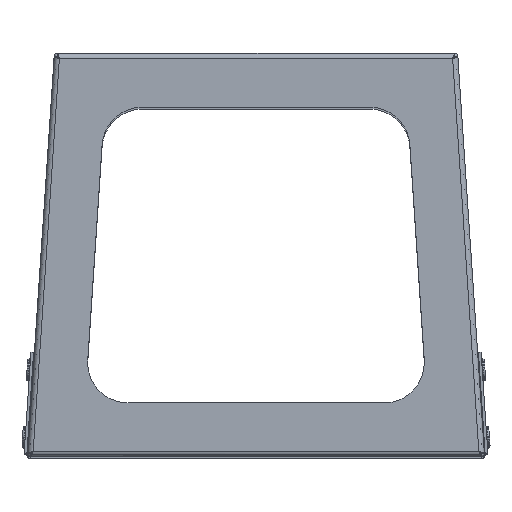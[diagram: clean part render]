
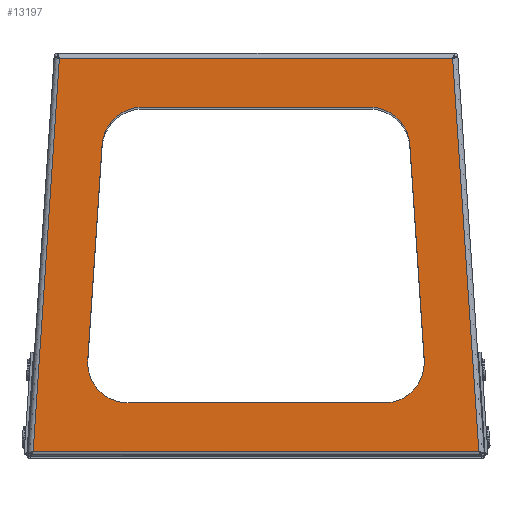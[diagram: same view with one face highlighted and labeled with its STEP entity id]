
A CAD part, top view. The second image highlights one B-rep face of the part: STEP entity #13197.
In plain terms, the highlighted planar face has unit normal (0, 0, 1).
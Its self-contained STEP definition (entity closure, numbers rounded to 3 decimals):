
#127 = LINE ( 'NONE', #8458, #11176 ) ;
#271 = ORIENTED_EDGE ( 'NONE', *, *, #800, .F. ) ;
#292 = VERTEX_POINT ( 'NONE', #9303 ) ;
#321 = DIRECTION ( 'NONE',  ( -0.067, 0.998, 0. ) ) ;
#366 = DIRECTION ( 'NONE',  ( 1., 0., 0. ) ) ;
#474 = DIRECTION ( 'NONE',  ( -0.067, 0.998, 0. ) ) ;
#628 = VERTEX_POINT ( 'NONE', #12248 ) ;
#651 = CARTESIAN_POINT ( 'NONE',  ( -114.445, 81.996, 0. ) ) ;
#800 = EDGE_CURVE ( 'NONE', #6783, #3522, #6691, .T. ) ;
#841 = CARTESIAN_POINT ( 'NONE',  ( -146.258, 146., 0. ) ) ;
#1134 = DIRECTION ( 'NONE',  ( 0., 0., 1. ) ) ;
#1154 = PLANE ( 'NONE',  #10395 ) ;
#1236 = ORIENTED_EDGE ( 'NONE', *, *, #1564, .F. ) ;
#1363 = LINE ( 'NONE', #3430, #2608 ) ;
#1564 = EDGE_CURVE ( 'NONE', #10503, #6686, #5719, .T. ) ;
#1576 = LINE ( 'NONE', #651, #9857 ) ;
#1679 = LINE ( 'NONE', #12314, #10836 ) ;
#1694 = ORIENTED_EDGE ( 'NONE', *, *, #5653, .F. ) ;
#1710 = ORIENTED_EDGE ( 'NONE', *, *, #13647, .F. ) ;
#2182 = DIRECTION ( 'NONE',  ( -1., 0., 0. ) ) ;
#2299 = VERTEX_POINT ( 'NONE', #7840 ) ;
#2504 = CARTESIAN_POINT ( 'NONE',  ( -84.511, 110., 0. ) ) ;
#2608 = VECTOR ( 'NONE', #12281, 1000. ) ;
#2766 = VECTOR ( 'NONE', #13217, 1000. ) ;
#2786 = DIRECTION ( 'NONE',  ( -0.067, -0.998, 0. ) ) ;
#2885 = LINE ( 'NONE', #10679, #12179 ) ;
#3055 = VERTEX_POINT ( 'NONE', #4191 ) ;
#3100 = EDGE_CURVE ( 'NONE', #10851, #292, #127, .T. ) ;
#3107 = FACE_BOUND ( 'NONE', #6817, .T. ) ;
#3259 = DIRECTION ( 'NONE',  ( 1., 0., 0. ) ) ;
#3430 = CARTESIAN_POINT ( 'NONE',  ( -167.789, -146., 0. ) ) ;
#3522 = VERTEX_POINT ( 'NONE', #12961 ) ;
#4065 = AXIS2_PLACEMENT_3D ( 'NONE', #6389, #1134, #8738 ) ;
#4191 = CARTESIAN_POINT ( 'NONE',  ( -114.445, 81.996, 0. ) ) ;
#4361 = CARTESIAN_POINT ( 'NONE',  ( 95.178, -80., 0. ) ) ;
#4392 = DIRECTION ( 'NONE',  ( 1., 0., 0. ) ) ;
#4425 = DIRECTION ( 'NONE',  ( 0., 0., 1. ) ) ;
#4590 = ORIENTED_EDGE ( 'NONE', *, *, #3100, .F. ) ;
#5126 = CARTESIAN_POINT ( 'NONE',  ( 84.511, 110., 0. ) ) ;
#5144 = AXIS2_PLACEMENT_3D ( 'NONE', #11056, #8864, #4392 ) ;
#5286 = DIRECTION ( 'NONE',  ( -1., 0., 0. ) ) ;
#5321 = ORIENTED_EDGE ( 'NONE', *, *, #6467, .T. ) ;
#5646 = CARTESIAN_POINT ( 'NONE',  ( 125.112, -78.004, 0. ) ) ;
#5652 = DIRECTION ( 'NONE',  ( -1., 0., 0. ) ) ;
#5653 = EDGE_CURVE ( 'NONE', #9025, #6783, #9618, .T. ) ;
#5719 = CIRCLE ( 'NONE', #9116, 30. ) ;
#5867 = DIRECTION ( 'NONE',  ( -0.067, -0.998, 0. ) ) ;
#6389 = CARTESIAN_POINT ( 'NONE',  ( -95.178, -80., 0. ) ) ;
#6467 = EDGE_CURVE ( 'NONE', #2299, #12311, #1363, .T. ) ;
#6593 = ORIENTED_EDGE ( 'NONE', *, *, #11798, .T. ) ;
#6623 = DIRECTION ( 'NONE',  ( -1., 0., 0. ) ) ;
#6686 = VERTEX_POINT ( 'NONE', #8262 ) ;
#6690 = EDGE_CURVE ( 'NONE', #3055, #628, #1576, .T. ) ;
#6691 = LINE ( 'NONE', #2504, #2766 ) ;
#6783 = VERTEX_POINT ( 'NONE', #5126 ) ;
#6817 = EDGE_LOOP ( 'NONE', ( #9123, #4590, #1710, #13250, #13716, #271, #1694, #13988, #1236 ) ) ;
#6994 = ORIENTED_EDGE ( 'NONE', *, *, #7114, .T. ) ;
#7114 = EDGE_CURVE ( 'NONE', #12311, #12738, #8162, .T. ) ;
#7363 = CARTESIAN_POINT ( 'NONE',  ( 125.178, -80., 0. ) ) ;
#7431 = FACE_OUTER_BOUND ( 'NONE', #7533, .T. ) ;
#7533 = EDGE_LOOP ( 'NONE', ( #9344, #5321, #6994, #6593 ) ) ;
#7622 = EDGE_CURVE ( 'NONE', #292, #10503, #10768, .T. ) ;
#7840 = CARTESIAN_POINT ( 'NONE',  ( -165.724, -146., 0. ) ) ;
#8152 = CIRCLE ( 'NONE', #4065, 30. ) ;
#8162 = LINE ( 'NONE', #9421, #9418 ) ;
#8262 = CARTESIAN_POINT ( 'NONE',  ( 125.112, -78.004, 0. ) ) ;
#8350 = VECTOR ( 'NONE', #321, 1000. ) ;
#8458 = CARTESIAN_POINT ( 'NONE',  ( -95.178, -110., 0. ) ) ;
#8738 = DIRECTION ( 'NONE',  ( -1., 0., 0. ) ) ;
#8763 = DIRECTION ( 'NONE',  ( 0., 0., 1. ) ) ;
#8864 = DIRECTION ( 'NONE',  ( 0., 0., 1. ) ) ;
#9025 = VERTEX_POINT ( 'NONE', #10278 ) ;
#9116 = AXIS2_PLACEMENT_3D ( 'NONE', #13043, #11903, #2182 ) ;
#9123 = ORIENTED_EDGE ( 'NONE', *, *, #7622, .F. ) ;
#9303 = CARTESIAN_POINT ( 'NONE',  ( 95.178, -110., 0. ) ) ;
#9344 = ORIENTED_EDGE ( 'NONE', *, *, #12947, .T. ) ;
#9418 = VECTOR ( 'NONE', #474, 1000. ) ;
#9421 = CARTESIAN_POINT ( 'NONE',  ( 165.862, -148.06, 0. ) ) ;
#9618 = CIRCLE ( 'NONE', #11432, 30. ) ;
#9814 = CARTESIAN_POINT ( 'NONE',  ( 0., 0., 0. ) ) ;
#9857 = VECTOR ( 'NONE', #2786, 1000. ) ;
#10098 = EDGE_CURVE ( 'NONE', #3522, #3055, #11248, .T. ) ;
#10278 = CARTESIAN_POINT ( 'NONE',  ( 114.445, 81.996, 0. ) ) ;
#10395 = AXIS2_PLACEMENT_3D ( 'NONE', #9814, #4425, #366 ) ;
#10501 = CARTESIAN_POINT ( 'NONE',  ( 146.258, 146., 0. ) ) ;
#10503 = VERTEX_POINT ( 'NONE', #7363 ) ;
#10679 = CARTESIAN_POINT ( 'NONE',  ( 148.06, 146., 0. ) ) ;
#10768 = CIRCLE ( 'NONE', #11723, 30. ) ;
#10836 = VECTOR ( 'NONE', #5867, 1000. ) ;
#10851 = VERTEX_POINT ( 'NONE', #11178 ) ;
#11056 = CARTESIAN_POINT ( 'NONE',  ( -84.511, 80., 0. ) ) ;
#11176 = VECTOR ( 'NONE', #3259, 1000. ) ;
#11178 = CARTESIAN_POINT ( 'NONE',  ( -95.178, -110., 0. ) ) ;
#11248 = CIRCLE ( 'NONE', #5144, 30. ) ;
#11252 = DIRECTION ( 'NONE',  ( 0., 0., 1. ) ) ;
#11415 = EDGE_CURVE ( 'NONE', #6686, #9025, #11892, .T. ) ;
#11432 = AXIS2_PLACEMENT_3D ( 'NONE', #12176, #11252, #5652 ) ;
#11723 = AXIS2_PLACEMENT_3D ( 'NONE', #4361, #8763, #6623 ) ;
#11798 = EDGE_CURVE ( 'NONE', #12738, #12791, #2885, .T. ) ;
#11847 = CARTESIAN_POINT ( 'NONE',  ( 165.724, -146., 0. ) ) ;
#11892 = LINE ( 'NONE', #5646, #8350 ) ;
#11903 = DIRECTION ( 'NONE',  ( 0., 0., 1. ) ) ;
#12176 = CARTESIAN_POINT ( 'NONE',  ( 84.511, 80., 0. ) ) ;
#12179 = VECTOR ( 'NONE', #5286, 1000. ) ;
#12248 = CARTESIAN_POINT ( 'NONE',  ( -125.112, -78.004, 0. ) ) ;
#12281 = DIRECTION ( 'NONE',  ( 1., 0., 0. ) ) ;
#12311 = VERTEX_POINT ( 'NONE', #11847 ) ;
#12314 = CARTESIAN_POINT ( 'NONE',  ( -146.138, 147.799, 0. ) ) ;
#12738 = VERTEX_POINT ( 'NONE', #10501 ) ;
#12791 = VERTEX_POINT ( 'NONE', #841 ) ;
#12947 = EDGE_CURVE ( 'NONE', #12791, #2299, #1679, .T. ) ;
#12961 = CARTESIAN_POINT ( 'NONE',  ( -84.511, 110., 0. ) ) ;
#13043 = CARTESIAN_POINT ( 'NONE',  ( 95.178, -80., 0. ) ) ;
#13197 = ADVANCED_FACE ( 'NONE', ( #3107, #7431 ), #1154, .T. ) ;
#13217 = DIRECTION ( 'NONE',  ( -1., 0., 0. ) ) ;
#13250 = ORIENTED_EDGE ( 'NONE', *, *, #6690, .F. ) ;
#13647 = EDGE_CURVE ( 'NONE', #628, #10851, #8152, .T. ) ;
#13716 = ORIENTED_EDGE ( 'NONE', *, *, #10098, .F. ) ;
#13988 = ORIENTED_EDGE ( 'NONE', *, *, #11415, .F. ) ;
